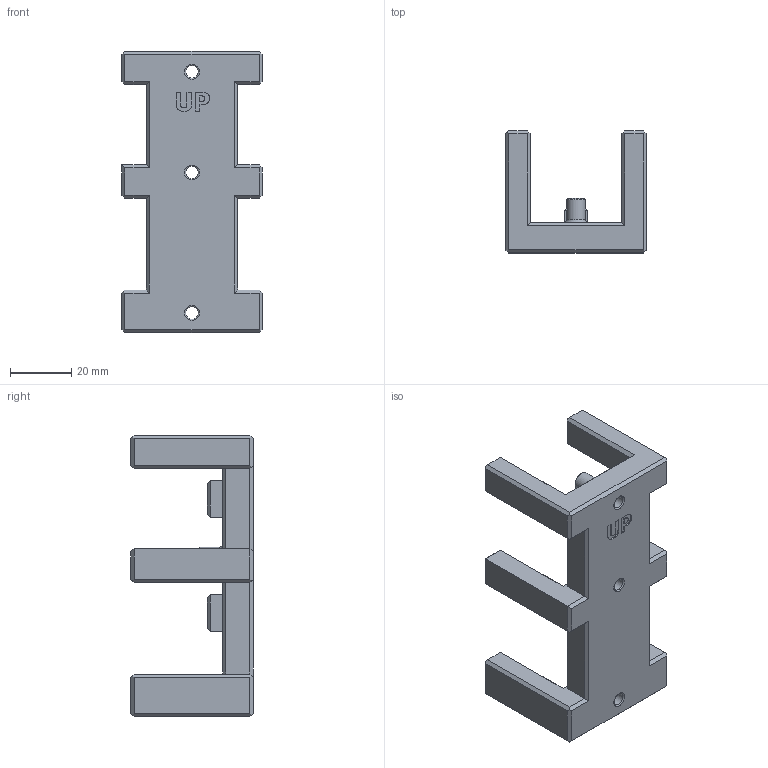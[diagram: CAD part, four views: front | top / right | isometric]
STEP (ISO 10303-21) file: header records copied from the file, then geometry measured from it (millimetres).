
FILE_DESCRIPTION(/* description */ (''),/* implementation_level */ '2;1');
FILE_NAME(/* name */ 'belt-tension-conductor.stp',/* time_stamp */ '2024-08-30T13:52:33+03:00',/* author */ ('ms'),/* organization */ (''),/* preprocessor_version */ 'ST-DEVELOPER v19.2',/* originating_system */ 'Autodesk Inventor 2024',/* authorisation */ '');
FILE_SCHEMA (('AUTOMOTIVE_DESIGN { 1 0 10303 214 3 1 1 }'));
Length unit declared in the file: millimetre
Products named in the file (1): T-Slot 3030 Milled - 750 - Tap - 3xM4 v1
Bounding box: 46 x 40 x 92.22 mm (x, y, z)
Volume: 50822.5 mm3; surface area: 17767.9 mm2
Topology: 1 solids, 1 shells, 174 faces, 470 edges, 306 vertices
Faces by surface type: plane 145, bspline 14, torus 6, cylinder 6, cone 3
Full cylindrical faces by diameter (mm): 4.1 x3, 6.1 x3
Entity records: 5502 total; most frequent: CARTESIAN_POINT 1133, ORIENTED_EDGE 940, DIRECTION 800, EDGE_CURVE 470, LINE 406, VECTOR 406, VERTEX_POINT 306, AXIS2_PLACEMENT_3D 197
